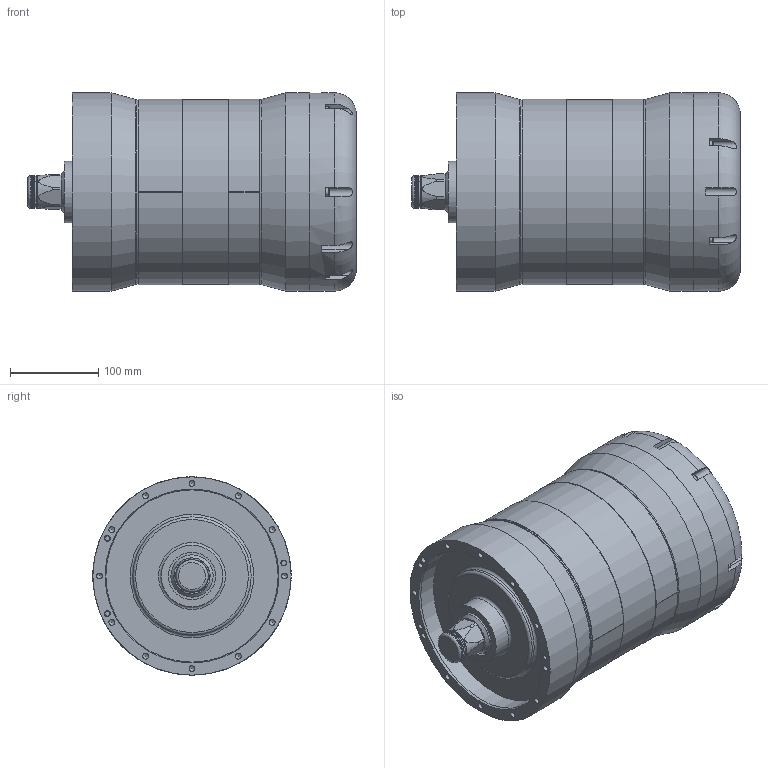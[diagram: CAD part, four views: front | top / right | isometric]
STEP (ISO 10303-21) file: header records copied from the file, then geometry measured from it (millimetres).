
FILE_DESCRIPTION((''),'2;1');
FILE_NAME('8142-000-01 step.stp','2013-09-21T10:06:58',('db'),(''),'Autodesk Inventor 2013','Autodesk Inventor 2013','');
FILE_SCHEMA(('AUTOMOTIVE_DESIGN { 1 0 10303 214 1 1 1 1 }'));
Length unit declared in the file: millimetre
Products named in the file (1): 8142-000-01 shrinkwrap
Bounding box: 372.9 x 224.99 x 225 mm (x, y, z)
Volume: 11397489.6 mm3; surface area: 341199.9 mm2
Topology: 1 solids, 2 shells, 809 faces, 2110 edges, 1324 vertices
Faces by surface type: plane 612, cylinder 150, cone 33, torus 14
Full cylindrical faces by diameter (mm): 4.134 x3, 5.2 x3, 6 x3, 6.647 x12, 8.5 x6, 36.6 x1, 41.09 x1, 48 x1, 53.5 x1, 69.8 x1, 134.1 x1, 172.72 x1, 195.326 x1, 209.5 x1, 210.7 x2, 224.8 x2
Entity records: 24310 total; most frequent: CARTESIAN_POINT 4563, DIRECTION 4088, ORIENTED_EDGE 3980, EDGE_CURVE 1990, VECTOR 1372, LINE 1372, AXIS2_PLACEMENT_3D 1358, VERTEX_POINT 1291
